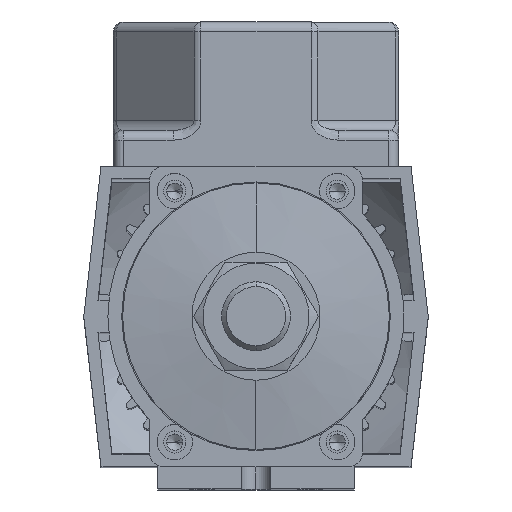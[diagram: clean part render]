
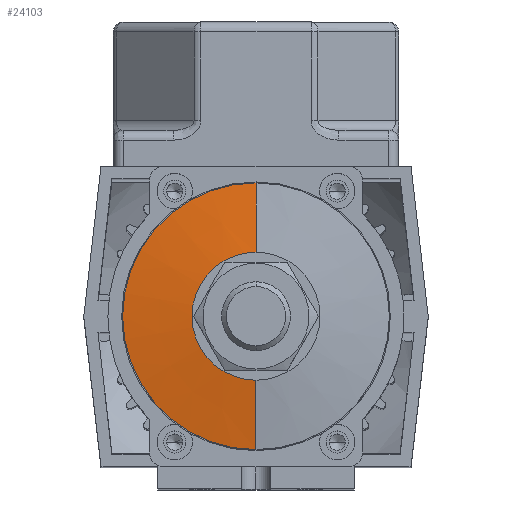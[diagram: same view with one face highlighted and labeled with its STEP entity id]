
A CAD part, top view. The second image highlights one B-rep face of the part: STEP entity #24103.
In plain terms, the highlighted conical face has half-angle 81.927 degrees and reference radius 27.1 mm.
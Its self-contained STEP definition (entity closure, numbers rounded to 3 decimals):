
#590 = CARTESIAN_POINT ( 'NONE',  ( 3400.072, 1511.939, 0. ) ) ;
#657 = CARTESIAN_POINT ( 'NONE',  ( 3402.072, 1524.939, 0. ) ) ;
#1196 = DIRECTION ( 'NONE',  ( -1., 0., 0. ) ) ;
#1465 = LINE ( 'NONE', #4996, #23314 ) ;
#2973 = EDGE_CURVE ( 'NONE', #13342, #9616, #23769, .T. ) ;
#3437 = ORIENTED_EDGE ( 'NONE', *, *, #2973, .T. ) ;
#4996 = CARTESIAN_POINT ( 'NONE',  ( 3400.072, 1484.839, 0. ) ) ;
#5280 = CARTESIAN_POINT ( 'NONE',  ( 3402.072, 1511.939, 0. ) ) ;
#5911 = DIRECTION ( 'NONE',  ( -0.14, 0.99, 0. ) ) ;
#5989 = EDGE_CURVE ( 'NONE', #24150, #16404, #1465, .T. ) ;
#6680 = DIRECTION ( 'NONE',  ( -1., 0., 0. ) ) ;
#6684 = CARTESIAN_POINT ( 'NONE',  ( 3400.072, 1484.839, 0. ) ) ;
#7316 = DIRECTION ( 'NONE',  ( 0., -1., 0. ) ) ;
#8168 = CIRCLE ( 'NONE', #17004, 13. ) ;
#9140 = ORIENTED_EDGE ( 'NONE', *, *, #5989, .F. ) ;
#9616 = VERTEX_POINT ( 'NONE', #17478 ) ;
#10035 = CARTESIAN_POINT ( 'NONE',  ( 3400.072, 1539.039, 0. ) ) ;
#10961 = ORIENTED_EDGE ( 'NONE', *, *, #11768, .T. ) ;
#11433 = EDGE_CURVE ( 'NONE', #16404, #9616, #16583, .T. ) ;
#11768 = EDGE_CURVE ( 'NONE', #24150, #13342, #8168, .T. ) ;
#13139 = DIRECTION ( 'NONE',  ( -0.14, -0.99, 0. ) ) ;
#13342 = VERTEX_POINT ( 'NONE', #657 ) ;
#13866 = DIRECTION ( 'NONE',  ( 0., -1., 0. ) ) ;
#16404 = VERTEX_POINT ( 'NONE', #6684 ) ;
#16531 = DIRECTION ( 'NONE',  ( 0., -1., 0. ) ) ;
#16583 = CIRCLE ( 'NONE', #20506, 27.1 ) ;
#17004 = AXIS2_PLACEMENT_3D ( 'NONE', #5280, #1196, #7316 ) ;
#17478 = CARTESIAN_POINT ( 'NONE',  ( 3400.072, 1539.039, 0. ) ) ;
#17598 = FACE_OUTER_BOUND ( 'NONE', #17986, .T. ) ;
#17820 = VECTOR ( 'NONE', #5911, 1000. ) ;
#17986 = EDGE_LOOP ( 'NONE', ( #10961, #3437, #19716, #9140 ) ) ;
#18257 = AXIS2_PLACEMENT_3D ( 'NONE', #19782, #25804, #13866 ) ;
#19460 = CONICAL_SURFACE ( 'NONE', #18257, 27.1, 1.43 ) ;
#19716 = ORIENTED_EDGE ( 'NONE', *, *, #11433, .F. ) ;
#19782 = CARTESIAN_POINT ( 'NONE',  ( 3400.072, 1511.939, 0. ) ) ;
#20506 = AXIS2_PLACEMENT_3D ( 'NONE', #590, #6680, #16531 ) ;
#23314 = VECTOR ( 'NONE', #13139, 1000. ) ;
#23769 = LINE ( 'NONE', #10035, #17820 ) ;
#24103 = ADVANCED_FACE ( 'NONE', ( #17598 ), #19460, .T. ) ;
#24150 = VERTEX_POINT ( 'NONE', #24670 ) ;
#24670 = CARTESIAN_POINT ( 'NONE',  ( 3402.072, 1498.939, 0. ) ) ;
#25804 = DIRECTION ( 'NONE',  ( -1., 0., 0. ) ) ;
